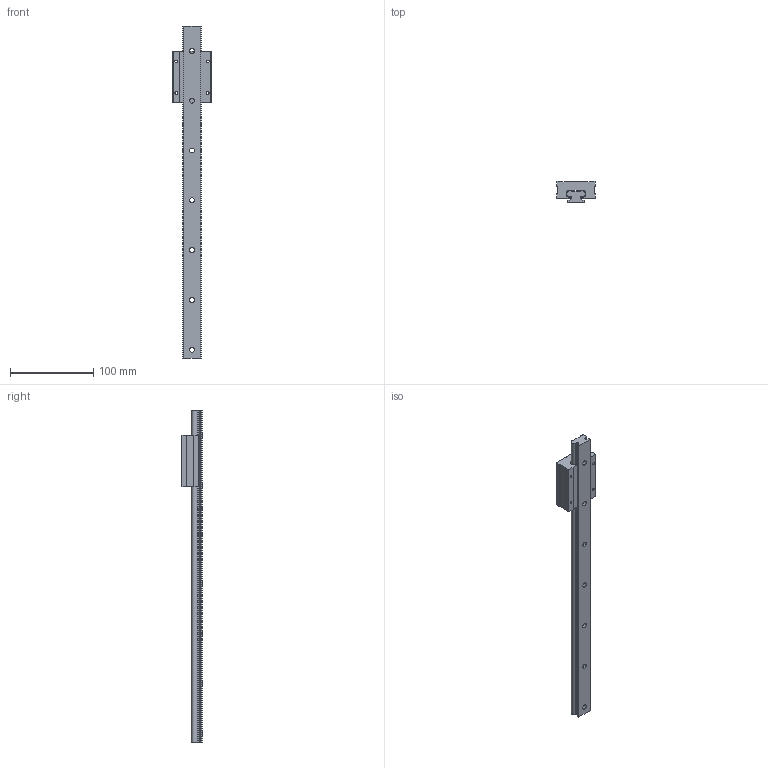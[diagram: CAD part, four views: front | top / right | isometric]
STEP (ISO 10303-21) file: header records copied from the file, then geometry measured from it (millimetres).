
FILE_DESCRIPTION (( 'STEP AP203' ), '1' );
FILE_NAME ('GST_ADE015D238.step', '2021-11-19T10:25:02', ( '' ), ( '' ), 'SwSTEP 2.0', 'SolidWorks 2019', '' );
FILE_SCHEMA (( 'CONFIG_CONTROL_DESIGN' ));
Length unit declared in the file: inch
Products named in the file (5): 3GPMFKEadY_CADModel_1; 3GPMFKEadY_CADModel_0; GST_ADE015D238
Assembly tree (2 placements, depth 2):
  3GPMFKEadY_CADModel_1
  GST_ADE015D238
    3GPMFKEadY_CADModel_1
    3GPMFKEadY_CADModel_0
  3GPMFKEadY_CADModel_0
Bounding box: 46 x 25 x 400 mm (x, y, z)
Volume: 136661.7 mm3; surface area: 51598.6 mm2
Topology: 4 solids, 4 shells, 150 faces, 405 edges, 270 vertices
Faces by surface type: plane 84, cylinder 66
Entity records: 5244 total; most frequent: DIRECTION 849, CARTESIAN_POINT 831, ORIENTED_EDGE 810, EDGE_CURVE 405, AXIS2_PLACEMENT_3D 288, VECTOR 273, LINE 273, VERTEX_POINT 270
